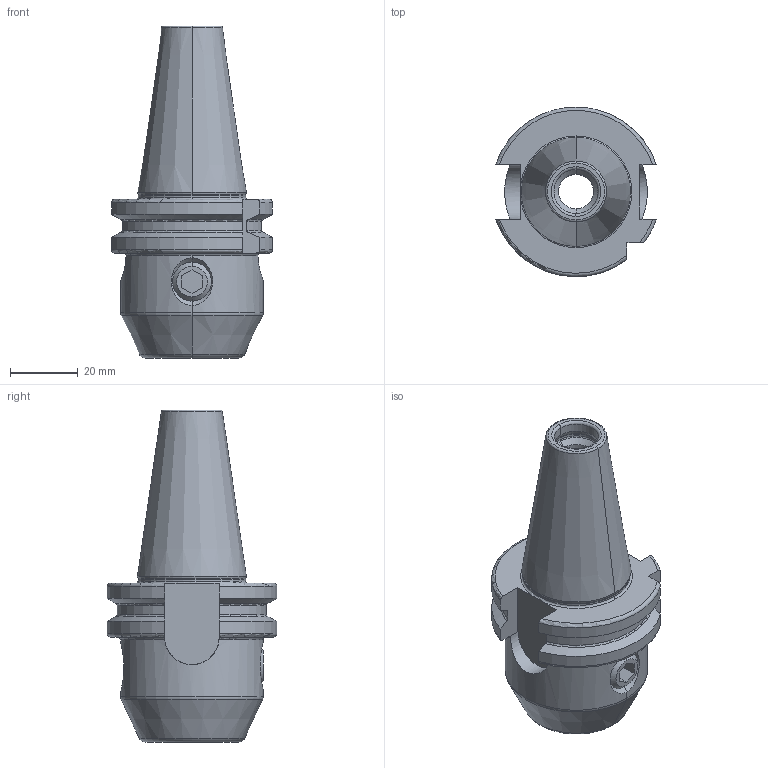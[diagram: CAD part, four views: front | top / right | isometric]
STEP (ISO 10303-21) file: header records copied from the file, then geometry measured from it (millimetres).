
FILE_DESCRIPTION((''),'2;1');
FILE_NAME('4302_104_01209801CC_302_04_12','2020-07-07T',('104091'),(''),'CREO PARAMETRIC BY PTC INC, 2015290','CREO PARAMETRIC BY PTC INC, 2015290','');
FILE_SCHEMA(('CONFIG_CONTROL_DESIGN'));
Length unit declared in the file: millimetre
Products named in the file (1): 4302_104_01209801CC_302_04_12
Bounding box: 47.34 x 49.9 x 97.8 mm (x, y, z)
Volume: 78584 mm3; surface area: 17133 mm2
Topology: 1 solids, 1 shells, 117 faces, 296 edges, 186 vertices
Faces by surface type: torus 34, cylinder 29, plane 26, cone 26, sphere 2
Entity records: 3929 total; most frequent: CARTESIAN_POINT 1102, DIRECTION 603, ORIENTED_EDGE 576, EDGE_CURVE 288, AXIS2_PLACEMENT_3D 250, VERTEX_POINT 178, CIRCLE 130, EDGE_LOOP 124
